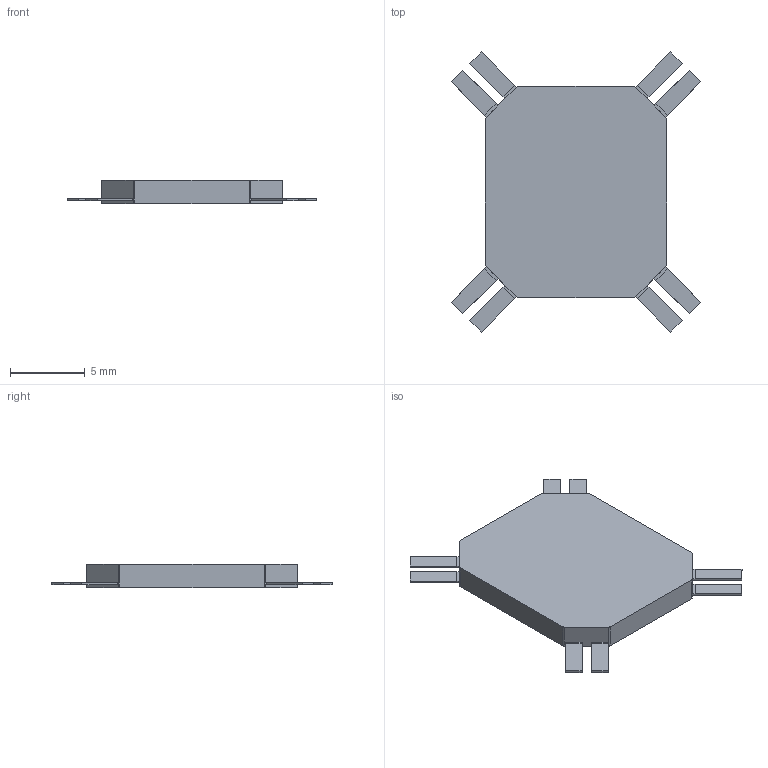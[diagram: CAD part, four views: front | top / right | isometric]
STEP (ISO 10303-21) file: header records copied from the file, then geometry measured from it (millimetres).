
FILE_DESCRIPTION (( 'STEP AP203' ), '1' );
FILE_NAME ('3DC14EMR.STEP', '2020-02-27T14:20:29', ( '' ), ( '' ), 'SwSTEP 2.0', 'SolidWorks 2018', '' );
FILE_SCHEMA (( 'CONFIG_CONTROL_DESIGN' ));
Length unit declared in the file: millimetre
Products named in the file (1): 3DC14EMR
Bounding box: 16.73 x 18.79 x 1.56 mm (x, y, z)
Volume: 259.6 mm3; surface area: 469 mm2
Topology: 1 solids, 1 shells, 89 faces, 248 edges, 170 vertices
Faces by surface type: plane 67, cylinder 22
Entity records: 2935 total; most frequent: CARTESIAN_POINT 508, ORIENTED_EDGE 496, DIRECTION 472, EDGE_CURVE 248, LINE 204, VECTOR 204, VERTEX_POINT 170, AXIS2_PLACEMENT_3D 134
